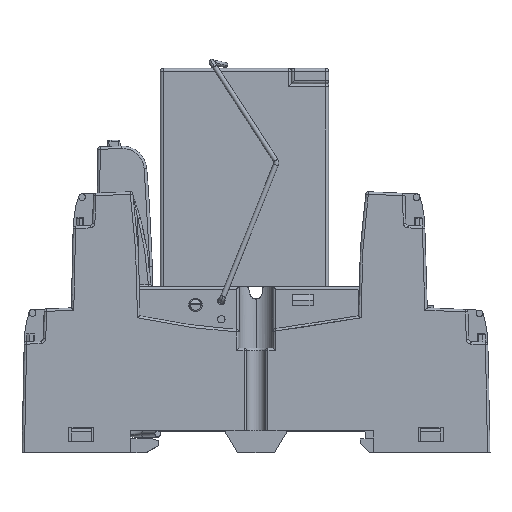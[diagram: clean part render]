
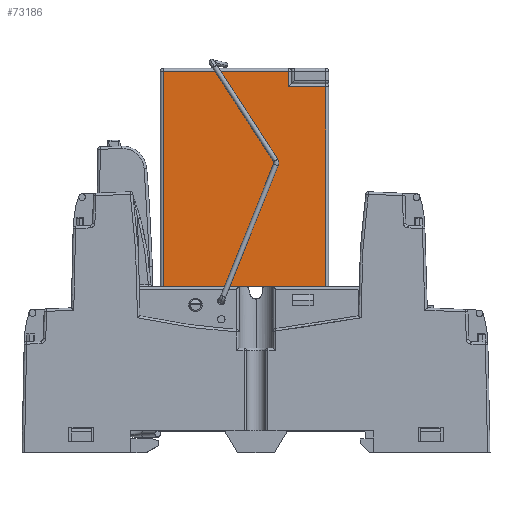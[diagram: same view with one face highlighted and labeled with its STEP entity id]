
A CAD part, top view. The second image highlights one B-rep face of the part: STEP entity #73186.
In plain terms, the highlighted planar face has unit normal (0, 0, 1).
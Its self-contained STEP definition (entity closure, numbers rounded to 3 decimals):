
#622 = LINE ( 'NONE', #62836, #46291 ) ;
#2615 = VECTOR ( 'NONE', #74691, 1000. ) ;
#6641 = VERTEX_POINT ( 'NONE', #74497 ) ;
#7886 = LINE ( 'NONE', #44425, #175512 ) ;
#15294 = CARTESIAN_POINT ( 'NONE',  ( -33.409, 47.78, 10.6 ) ) ;
#25678 = EDGE_CURVE ( 'NONE', #116823, #26602, #57757, .T. ) ;
#26602 = VERTEX_POINT ( 'NONE', #114925 ) ;
#27909 = VERTEX_POINT ( 'NONE', #99155 ) ;
#28019 = VERTEX_POINT ( 'NONE', #115466 ) ;
#31584 = EDGE_CURVE ( 'NONE', #6641, #128767, #622, .T. ) ;
#33990 = EDGE_CURVE ( 'NONE', #27909, #116823, #177239, .T. ) ;
#35935 = PLANE ( 'NONE',  #99757 ) ;
#44425 = CARTESIAN_POINT ( 'NONE',  ( -59.909, 14.68, 10.6 ) ) ;
#46291 = VECTOR ( 'NONE', #160215, 1000. ) ;
#50444 = ORIENTED_EDGE ( 'NONE', *, *, #33990, .T. ) ;
#56761 = EDGE_CURVE ( 'NONE', #128767, #27909, #58229, .T. ) ;
#57757 = LINE ( 'NONE', #161708, #123021 ) ;
#58229 = LINE ( 'NONE', #15294, #66972 ) ;
#61841 = FACE_OUTER_BOUND ( 'NONE', #170003, .T. ) ;
#62836 = CARTESIAN_POINT ( 'NONE',  ( -32.909, 14.68, 10.6 ) ) ;
#63910 = DIRECTION ( 'NONE',  ( 0., -1., 0. ) ) ;
#66972 = VECTOR ( 'NONE', #71172, 1000. ) ;
#71172 = DIRECTION ( 'NONE',  ( 0., 1., 0. ) ) ;
#73186 = ADVANCED_FACE ( 'NONE', ( #61841 ), #35935, .F. ) ;
#74497 = CARTESIAN_POINT ( 'NONE',  ( -59.909, 14.68, 10.6 ) ) ;
#74691 = DIRECTION ( 'NONE',  ( -1., 0., 0. ) ) ;
#77682 = DIRECTION ( 'NONE',  ( 0., 1., 0. ) ) ;
#79022 = CARTESIAN_POINT ( 'NONE',  ( -46.659, 14.68, 10.6 ) ) ;
#85299 = LINE ( 'NONE', #102075, #2615 ) ;
#94018 = ORIENTED_EDGE ( 'NONE', *, *, #121449, .T. ) ;
#94181 = CARTESIAN_POINT ( 'NONE',  ( -39.009, 47.28, 10.6 ) ) ;
#99155 = CARTESIAN_POINT ( 'NONE',  ( -33.409, 47.28, 10.6 ) ) ;
#99757 = AXIS2_PLACEMENT_3D ( 'NONE', #79022, #133278, #63910 ) ;
#102075 = CARTESIAN_POINT ( 'NONE',  ( -60.409, 49.78, 10.6 ) ) ;
#108099 = DIRECTION ( 'NONE',  ( -1., 0., 0. ) ) ;
#114925 = CARTESIAN_POINT ( 'NONE',  ( -39.509, 49.78, 10.6 ) ) ;
#115466 = CARTESIAN_POINT ( 'NONE',  ( -59.909, 49.78, 10.6 ) ) ;
#116823 = VERTEX_POINT ( 'NONE', #174951 ) ;
#116875 = ORIENTED_EDGE ( 'NONE', *, *, #25678, .T. ) ;
#121449 = EDGE_CURVE ( 'NONE', #28019, #6641, #7886, .T. ) ;
#123021 = VECTOR ( 'NONE', #77682, 1000. ) ;
#128767 = VERTEX_POINT ( 'NONE', #165616 ) ;
#133278 = DIRECTION ( 'NONE',  ( 0., 0., -1. ) ) ;
#133773 = ORIENTED_EDGE ( 'NONE', *, *, #31584, .T. ) ;
#139941 = ORIENTED_EDGE ( 'NONE', *, *, #56761, .T. ) ;
#160215 = DIRECTION ( 'NONE',  ( 1., 0., 0. ) ) ;
#161047 = ORIENTED_EDGE ( 'NONE', *, *, #166926, .T. ) ;
#161708 = CARTESIAN_POINT ( 'NONE',  ( -39.509, 50.28, 10.6 ) ) ;
#165616 = CARTESIAN_POINT ( 'NONE',  ( -33.409, 14.68, 10.6 ) ) ;
#166926 = EDGE_CURVE ( 'NONE', #26602, #28019, #85299, .T. ) ;
#168501 = VECTOR ( 'NONE', #108099, 1000. ) ;
#168632 = DIRECTION ( 'NONE',  ( 0., -1., 0. ) ) ;
#170003 = EDGE_LOOP ( 'NONE', ( #133773, #139941, #50444, #116875, #161047, #94018 ) ) ;
#174951 = CARTESIAN_POINT ( 'NONE',  ( -39.509, 47.28, 10.6 ) ) ;
#175512 = VECTOR ( 'NONE', #168632, 1000. ) ;
#177239 = LINE ( 'NONE', #94181, #168501 ) ;
